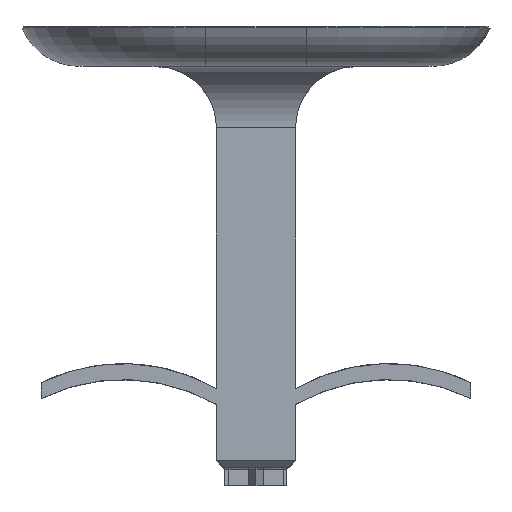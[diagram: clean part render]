
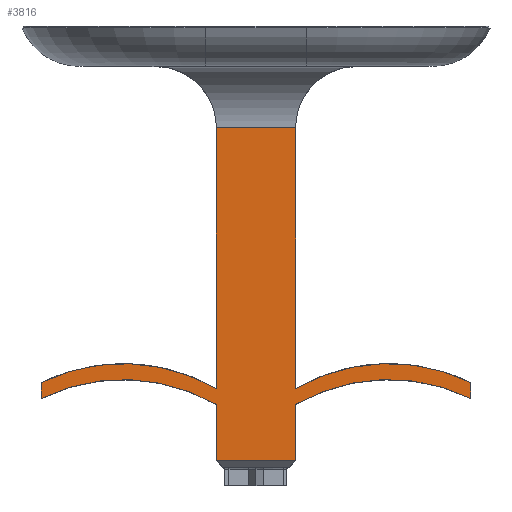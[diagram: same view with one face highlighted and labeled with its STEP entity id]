
A CAD part, top view. The second image highlights one B-rep face of the part: STEP entity #3816.
In plain terms, the highlighted planar face has unit normal (0, 0, 1).
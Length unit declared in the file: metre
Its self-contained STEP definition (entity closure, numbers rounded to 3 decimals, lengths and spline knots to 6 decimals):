
#46=CIRCLE('',#4031,0.029759);
#47=CIRCLE('',#4033,0.029759);
#56=CIRCLE('',#4049,0.029759);
#57=CIRCLE('',#4050,0.029759);
#431=ORIENTED_EDGE('',*,*,#1550,.T.);
#432=ORIENTED_EDGE('',*,*,#1551,.T.);
#433=ORIENTED_EDGE('',*,*,#1552,.F.);
#434=ORIENTED_EDGE('',*,*,#1296,.T.);
#435=ORIENTED_EDGE('',*,*,#1298,.T.);
#436=ORIENTED_EDGE('',*,*,#1291,.F.);
#437=ORIENTED_EDGE('',*,*,#1300,.F.);
#438=ORIENTED_EDGE('',*,*,#1553,.T.);
#439=ORIENTED_EDGE('',*,*,#1305,.T.);
#440=ORIENTED_EDGE('',*,*,#1554,.T.);
#441=ORIENTED_EDGE('',*,*,#1555,.F.);
#442=ORIENTED_EDGE('',*,*,#1556,.F.);
#1291=EDGE_CURVE('',#1852,#1853,#46,.T.);
#1296=EDGE_CURVE('',#1855,#1857,#47,.T.);
#1298=EDGE_CURVE('',#1857,#1853,#2215,.T.);
#1300=EDGE_CURVE('',#1859,#1852,#2217,.T.);
#1305=EDGE_CURVE('',#1862,#1863,#2222,.T.);
#1550=EDGE_CURVE('',#2106,#2107,#2459,.T.);
#1551=EDGE_CURVE('',#2107,#2108,#2460,.F.);
#1552=EDGE_CURVE('',#1855,#2108,#2461,.T.);
#1553=EDGE_CURVE('',#1859,#1862,#2462,.T.);
#1554=EDGE_CURVE('',#1863,#2109,#56,.T.);
#1555=EDGE_CURVE('',#2110,#2109,#2463,.T.);
#1556=EDGE_CURVE('',#2106,#2110,#57,.T.);
#1852=VERTEX_POINT('',#5422);
#1853=VERTEX_POINT('',#5424);
#1855=VERTEX_POINT('',#5429);
#1857=VERTEX_POINT('',#5441);
#1859=VERTEX_POINT('',#5449);
#1862=VERTEX_POINT('',#5460);
#1863=VERTEX_POINT('',#5461);
#2106=VERTEX_POINT('',#5952);
#2107=VERTEX_POINT('',#5953);
#2108=VERTEX_POINT('',#5955);
#2109=VERTEX_POINT('',#5959);
#2110=VERTEX_POINT('',#5961);
#2215=LINE('',#5445,#2714);
#2217=LINE('',#5450,#2716);
#2222=LINE('',#5459,#2721);
#2459=LINE('',#5951,#2958);
#2460=LINE('',#5954,#2959);
#2461=LINE('',#5956,#2960);
#2462=LINE('',#5957,#2961);
#2463=LINE('',#5960,#2962);
#2714=VECTOR('',#4350,1.);
#2716=VECTOR('',#4354,1.);
#2721=VECTOR('',#4363,1.);
#2958=VECTOR('',#4622,1.);
#2959=VECTOR('',#4623,1.);
#2960=VECTOR('',#4624,1.);
#2961=VECTOR('',#4625,1.);
#2962=VECTOR('',#4628,1.);
#3219=EDGE_LOOP('',(#431,#432,#433,#434,#435,#436,#437,#438,#439,#440,#441,
#442));
#3448=FACE_BOUND('',#3219,.T.);
#3648=PLANE('',#4048);
#3816=ADVANCED_FACE('',(#3448),#3648,.T.);
#4031=AXIS2_PLACEMENT_3D('',#5423,#4338,#4339);
#4033=AXIS2_PLACEMENT_3D('',#5442,#4345,#4346);
#4048=AXIS2_PLACEMENT_3D('',#5950,#4620,#4621);
#4049=AXIS2_PLACEMENT_3D('',#5958,#4626,#4627);
#4050=AXIS2_PLACEMENT_3D('',#5962,#4629,#4630);
#4338=DIRECTION('',(0.,0.,1.));
#4339=DIRECTION('',(1.,0.,0.));
#4345=DIRECTION('',(0.,0.,1.));
#4346=DIRECTION('',(1.,0.,0.));
#4350=DIRECTION('',(0.,-1.,0.));
#4354=DIRECTION('',(0.,1.,0.));
#4363=DIRECTION('',(0.,1.,0.));
#4620=DIRECTION('',(0.,0.,1.));
#4621=DIRECTION('',(1.,0.,0.));
#4622=DIRECTION('',(0.,1.,0.));
#4623=DIRECTION('',(1.,0.,0.));
#4624=DIRECTION('',(0.,1.,0.));
#4625=DIRECTION('',(1.,0.,0.));
#4626=DIRECTION('',(0.,0.,-1.));
#4627=DIRECTION('',(-1.,0.,0.));
#4628=DIRECTION('',(0.,-1.,0.));
#4629=DIRECTION('',(0.,0.,-1.));
#4630=DIRECTION('',(-1.,0.,0.));
#5422=CARTESIAN_POINT('',(-0.00635,-0.060369,0.00635));
#5423=CARTESIAN_POINT('',(-0.021224,-0.086144,0.00635));
#5424=CARTESIAN_POINT('',(-0.034291,-0.059408,0.00635));
#5429=CARTESIAN_POINT('',(-0.00635,-0.057829,0.00635));
#5441=CARTESIAN_POINT('',(-0.034291,-0.056868,0.00635));
#5442=CARTESIAN_POINT('',(-0.021224,-0.083604,0.00635));
#5445=CARTESIAN_POINT('',(-0.034291,-0.058138,0.00635));
#5449=CARTESIAN_POINT('',(-0.00635,-0.069358,0.00635));
#5450=CARTESIAN_POINT('',(-0.00635,-0.070358,0.00635));
#5459=CARTESIAN_POINT('',(0.00635,-0.070358,0.00635));
#5460=CARTESIAN_POINT('',(0.00635,-0.069358,0.00635));
#5461=CARTESIAN_POINT('',(0.00635,-0.060363,0.00635));
#5950=CARTESIAN_POINT('',(0.,-0.070358,0.00635));
#5951=CARTESIAN_POINT('',(0.00635,-0.070358,0.00635));
#5952=CARTESIAN_POINT('',(0.00635,-0.057823,0.00635));
#5953=CARTESIAN_POINT('',(0.00635,-0.016161,0.00635));
#5954=CARTESIAN_POINT('',(-0.00635,-0.016161,0.00635));
#5955=CARTESIAN_POINT('',(-0.00635,-0.016161,0.00635));
#5956=CARTESIAN_POINT('',(-0.00635,-0.070358,0.00635));
#5957=CARTESIAN_POINT('',(0.,-0.069358,0.00635));
#5958=CARTESIAN_POINT('',(0.021224,-0.086138,0.00635));
#5959=CARTESIAN_POINT('',(0.034291,-0.059402,0.00635));
#5960=CARTESIAN_POINT('',(0.034291,-0.058132,0.00635));
#5961=CARTESIAN_POINT('',(0.034291,-0.056862,0.00635));
#5962=CARTESIAN_POINT('',(0.021224,-0.083598,0.00635));
